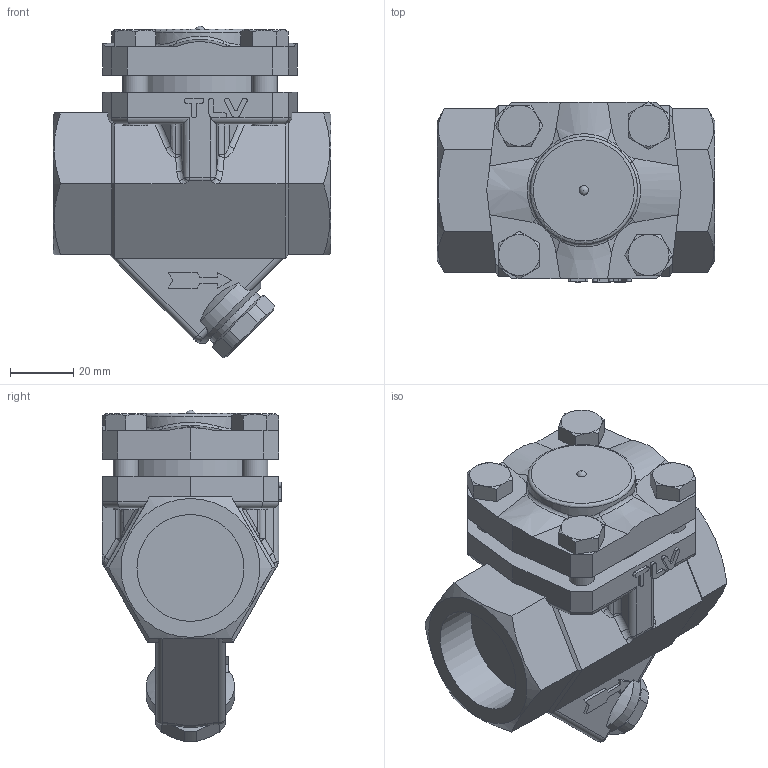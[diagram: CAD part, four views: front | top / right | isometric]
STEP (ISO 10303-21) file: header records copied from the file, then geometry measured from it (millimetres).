
FILE_DESCRIPTION((''),'2;1');
FILE_NAME('l32s0-025-sw000-00.stp','2010-12-22T08:37:07',('nakaot'),(''),'Autodesk Inventor 2008','Autodesk Inventor 2008','');
FILE_SCHEMA(('AUTOMOTIVE_DESIGN { 1 0 10303 214 1 1 1 1 }'));
Length unit declared in the file: millimetre
Products named in the file (1): l32s0-025-sw000-00
Bounding box: 88 x 57.01 x 105.11 mm (x, y, z)
Volume: 233061.6 mm3; surface area: 36525.3 mm2
Topology: 1 solids, 1 shells, 315 faces, 789 edges, 489 vertices
Faces by surface type: plane 159, cylinder 68, bspline 49, cone 31, sphere 7, torus 1
Full cylindrical faces by diameter (mm): 8 x8, 21 x1, 34 x1, 45.8 x1
Entity records: 10598 total; most frequent: CARTESIAN_POINT 3544, ORIENTED_EDGE 1508, DIRECTION 1387, EDGE_CURVE 754, AXIS2_PLACEMENT_3D 500, VERTEX_POINT 480, VECTOR 387, LINE 387
